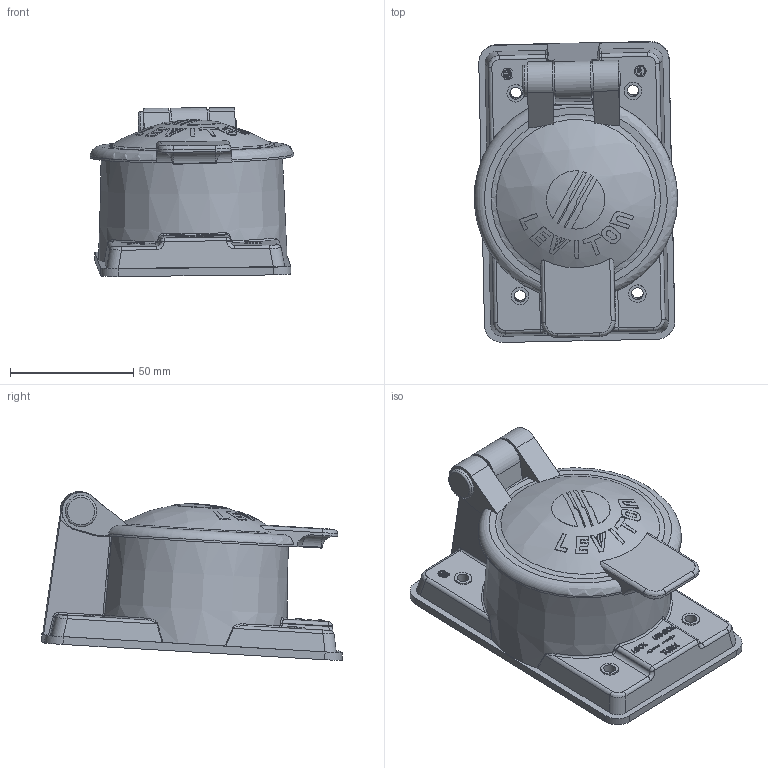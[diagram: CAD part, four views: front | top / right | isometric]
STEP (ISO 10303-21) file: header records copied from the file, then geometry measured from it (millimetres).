
FILE_DESCRIPTION (( 'STEP AP214' ), '1' );
FILE_NAME ('CATSTD-07788-XXX-M01.STEP', '2020-10-13T14:02:22', ( '' ), ( '' ), 'SwSTEP 2.0', 'SolidWorks 2020', '' );
FILE_SCHEMA (( 'AUTOMOTIVE_DESIGN' ));
Length unit declared in the file: inch
Products named in the file (1): CATSTD-07788-XXX-M01
Bounding box: 82.63 x 122.26 x 68.72 mm (x, y, z)
Surface area: 71608.1 mm2 (no closed solid volume)
Topology: 0 solids, 4 shells, 666 faces, 1736 edges, 1115 vertices
Faces by surface type: plane 349, cylinder 148, bspline 96, torus 33, sphere 27, cone 13
Full cylindrical faces by diameter (mm): 3.87 x1, 4.674 x2, 4.75 x1, 4.775 x8, 5.156 x1, 5.664 x2, 7.112 x4, 10.668 x1, 12.751 x1, 13.464 x2, 56.896 x1, 59.055 x1, 60.335 x1, 76.2 x1
Entity records: 34214 total; most frequent: CARTESIAN_POINT 10216, ORIENTED_EDGE 3344, DIRECTION 2875, EDGE_CURVE 1672, VERTEX_POINT 1097, AXIS2_PLACEMENT_3D 994, VECTOR 887, LINE 887
